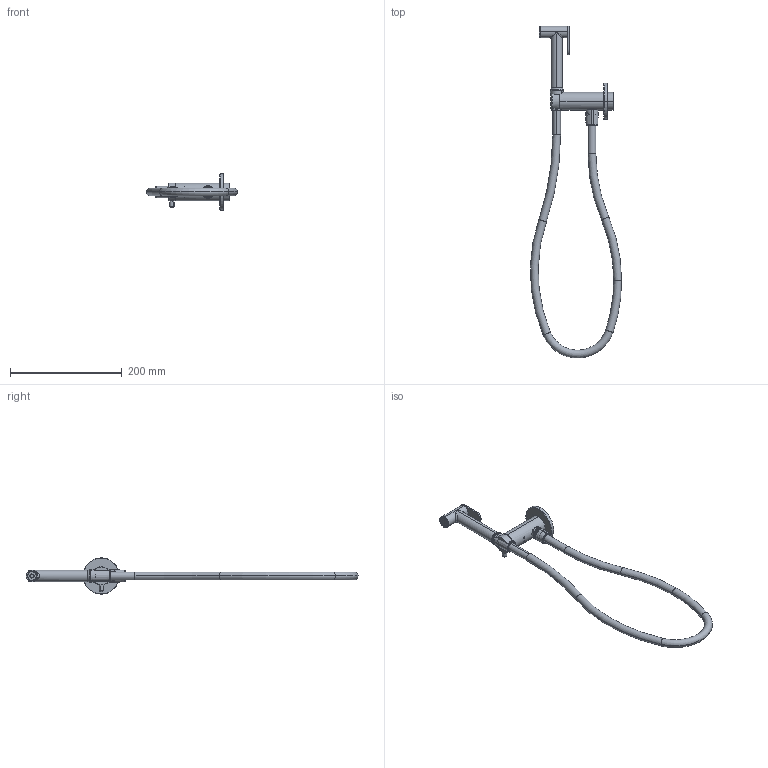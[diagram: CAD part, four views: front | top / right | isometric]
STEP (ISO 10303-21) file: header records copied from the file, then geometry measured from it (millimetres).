
FILE_DESCRIPTION (( 'STEP AP214' ), '1' );
FILE_NAME ('08229100 INTIMIXER PROGRESIVO BRASS.STEP', '2020-03-02T10:33:30', ( '' ), ( '' ), 'SwSTEP 2.0', 'SolidWorks 2016', '' );
FILE_SCHEMA (( 'AUTOMOTIVE_DESIGN' ));
Length unit declared in the file: millimetre
Products named in the file (16): FLEXO LATÓN UN AGUA_SILVER; 1560 CUERPO INDUSTRIAL P2 D=32 mm TERMOSTÁTICO_-05; TERMINAL FLEXO PARA MANGO CONICO; 1468 ADAPTADOR CÓNICO PARA MONTURA INDUSTRIAL P2_-03; 1534 MANETA PARA IMDUSTRIAL P2 CISTERNA Y MEZCLADOR_-03; 08229100 INTIMIXER PROGRESIVO BRASS; CONJUNTO GENERICO FLEXOS_PERINEAL-LATàN-UN AGUA; 1601 POMO MANETA CAUDAL INDUSTRIAL P2_-04; TERMINAL1 FLEXO SILVER; socket head cap screw_din_DIN 912 M4 x 8 --- 8N; 1600 PLAFÓN PERINEAL EMPOTRAR DOS AGUAS_-02; 1517 CONTRA-ROSCA M10-100 INDUSTRIAL P2_-04; MANGO INTIMIXER REFLEX_-01; OR 10x2; MONTURA F118 G½''''; FLEXO PERINEAL LATÓN UN AGUA_SILVER
Assembly tree (16 placements, depth 4):
  08229100 INTIMIXER PROGRESIVO BRASS
    1560 CUERPO INDUSTRIAL P2 D=32 mm TERMOSTÁTICO_-05
    MONTURA F118 G½''''
    1468 ADAPTADOR CÓNICO PARA MONTURA INDUSTRIAL P2_-03
    1534 MANETA PARA IMDUSTRIAL P2 CISTERNA Y MEZCLADOR_-03
    socket head cap screw_din_DIN 912 M4 x 8 --- 8N
    1517 CONTRA-ROSCA M10-100 INDUSTRIAL P2_-04
    OR 10x2
    1600 PLAFÓN PERINEAL EMPOTRAR DOS AGUAS_-02
    TERMINAL FLEXO PARA MANGO CONICO
    TERMINAL1 FLEXO SILVER
    1601 POMO MANETA CAUDAL INDUSTRIAL P2_-04
    CONJUNTO GENERICO FLEXOS_PERINEAL-LATàN-UN AGUA
      FLEXO LATÓN UN AGUA_SILVER
        FLEXO PERINEAL LATÓN UN AGUA_SILVER
        TERMINAL1 FLEXO SILVER
    MANGO INTIMIXER REFLEX_-01
Bounding box: 163.43 x 595.41 x 65 mm (x, y, z)
Volume: 277840.9 mm3; surface area: 109571.1 mm2
Topology: 16 solids, 16 shells, 670 faces, 1567 edges, 981 vertices
Faces by surface type: plane 249, cylinder 236, cone 99, torus 76, bspline 8, sphere 2
Entity records: 23604 total; most frequent: CARTESIAN_POINT 6147, DIRECTION 3297, ORIENTED_EDGE 3054, EDGE_CURVE 1527, AXIS2_PLACEMENT_3D 1356, VERTEX_POINT 963, EDGE_LOOP 750, CIRCLE 688
